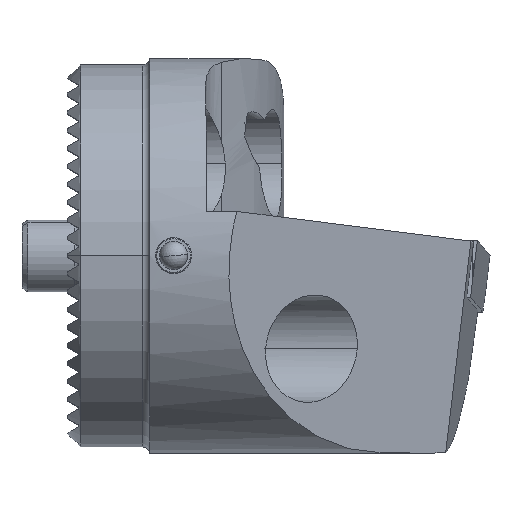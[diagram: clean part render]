
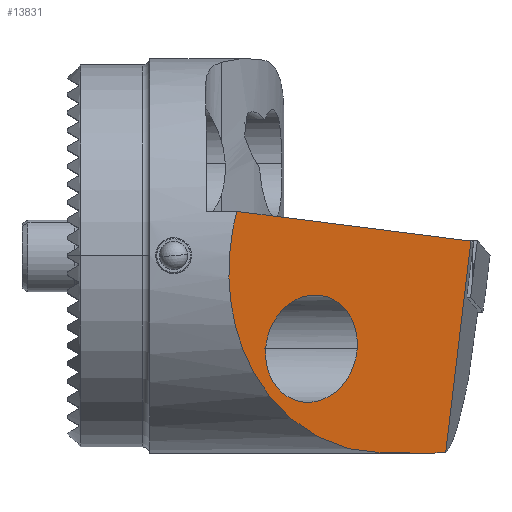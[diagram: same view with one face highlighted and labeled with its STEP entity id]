
A CAD part, top view. The second image highlights one B-rep face of the part: STEP entity #13831.
In plain terms, the highlighted planar face has unit normal (0.76, -0.054, 0.647).
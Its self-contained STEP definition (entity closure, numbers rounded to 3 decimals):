
#76 = CARTESIAN_POINT ( 'NONE',  ( 16.251, -16.5, 11.498 ) ) ;
#832 = VECTOR ( 'NONE', #16098, 1000. ) ;
#1408 = CARTESIAN_POINT ( 'NONE',  ( 10.801, -7.504, 18.658 ) ) ;
#1557 = CARTESIAN_POINT ( 'NONE',  ( 30.956, -16.487, -5.775 ) ) ;
#2423 = ORIENTED_EDGE ( 'NONE', *, *, #14307, .T. ) ;
#2567 = EDGE_CURVE ( 'NONE', #5322, #15563, #9246, .T. ) ;
#2875 = CARTESIAN_POINT ( 'NONE',  ( 30.295, -16.5, -5. ) ) ;
#2997 = VERTEX_POINT ( 'NONE', #3812 ) ;
#3154 = FACE_OUTER_BOUND ( 'NONE', #5933, .T. ) ;
#3175 = LINE ( 'NONE', #11962, #832 ) ;
#3314 = CARTESIAN_POINT ( 'NONE',  ( 23.874, -7.778, 3.278 ) ) ;
#3419 = ORIENTED_EDGE ( 'NONE', *, *, #14153, .F. ) ;
#3802 = LINE ( 'NONE', #12307, #3997 ) ;
#3812 = CARTESIAN_POINT ( 'NONE',  ( 26.039, -16.5, 0. ) ) ;
#3997 = VECTOR ( 'NONE', #13534, 1000. ) ;
#4400 = EDGE_CURVE ( 'NONE', #2997, #10730, #12256, .T. ) ;
#4445 = ORIENTED_EDGE ( 'NONE', *, *, #2567, .T. ) ;
#4720 = EDGE_CURVE ( 'NONE', #16923, #11795, #11739, .T. ) ;
#4962 = EDGE_CURVE ( 'NONE', #11795, #16923, #16794, .T. ) ;
#5135 = CARTESIAN_POINT ( 'NONE',  ( 23.874, -7.778, 3.278 ) ) ;
#5322 = VERTEX_POINT ( 'NONE', #16578 ) ;
#5565 = CARTESIAN_POINT ( 'NONE',  ( 23.229, -16.778, 3.278 ) ) ;
#5933 = EDGE_LOOP ( 'NONE', ( #15428, #7380, #3419, #4445, #2423 ) ) ;
#7165 = DIRECTION ( 'NONE',  ( -0.76, 0.055, -0.647 ) ) ;
#7176 = EDGE_LOOP ( 'NONE', ( #7802, #11920 ) ) ;
#7380 = ORIENTED_EDGE ( 'NONE', *, *, #13185, .F. ) ;
#7695 = CARTESIAN_POINT ( 'NONE',  ( 24.519, 1.222, 3.278 ) ) ;
#7802 = ORIENTED_EDGE ( 'NONE', *, *, #4962, .F. ) ;
#8036 = CARTESIAN_POINT ( 'NONE',  ( 15.567, -16.778, 12.278 ) ) ;
#8142 = CARTESIAN_POINT ( 'NONE',  ( 23.874, -7.778, 3.278 ) ) ;
#8268 = VERTEX_POINT ( 'NONE', #13886 ) ;
#8540 = CARTESIAN_POINT ( 'NONE',  ( 33.395, 1.26, -7.145 ) ) ;
#9246 = LINE ( 'NONE', #10491, #13189 ) ;
#10000 =( BOUNDED_CURVE ( )  B_SPLINE_CURVE ( 3, ( #15999, #1557, #10755, #2875 ),
 .UNSPECIFIED., .F., .F. ) 
 B_SPLINE_CURVE_WITH_KNOTS ( ( 4, 4 ),
 ( 1.586, 1.655 ),
 .UNSPECIFIED. ) 
 CURVE ( )  GEOMETRIC_REPRESENTATION_ITEM ( )  RATIONAL_B_SPLINE_CURVE ( ( 1., 1., 1., 1. ) ) 
 REPRESENTATION_ITEM ( '' )  );
#10419 = CARTESIAN_POINT ( 'NONE',  ( 13.799, 3.701, 16.08 ) ) ;
#10491 = CARTESIAN_POINT ( 'NONE',  ( 33.395, 1.26, -7.145 ) ) ;
#10730 = VERTEX_POINT ( 'NONE', #10419 ) ;
#10755 = CARTESIAN_POINT ( 'NONE',  ( 30.625, -16.5, -5.387 ) ) ;
#11025 = CARTESIAN_POINT ( 'NONE',  ( 33.395, 1.26, -7.145 ) ) ;
#11739 =( BOUNDED_CURVE ( )  B_SPLINE_CURVE ( 3, ( #14632, #8036, #5565, #8142 ),
 .UNSPECIFIED., .F., .F. ) 
 B_SPLINE_CURVE_WITH_KNOTS ( ( 4, 4 ),
 ( 3.058, 6.199 ),
 .UNSPECIFIED. ) 
 CURVE ( )  GEOMETRIC_REPRESENTATION_ITEM ( )  RATIONAL_B_SPLINE_CURVE ( ( 1., 0.333, 0.333, 1. ) ) 
 REPRESENTATION_ITEM ( '' )  );
#11795 = VERTEX_POINT ( 'NONE', #3314 ) ;
#11920 = ORIENTED_EDGE ( 'NONE', *, *, #4720, .F. ) ;
#11962 = CARTESIAN_POINT ( 'NONE',  ( 32.657, -16.5, -7.774 ) ) ;
#11995 = CARTESIAN_POINT ( 'NONE',  ( 13.799, 3.701, 16.08 ) ) ;
#12079 = CARTESIAN_POINT ( 'NONE',  ( 16.212, -7.778, 12.278 ) ) ;
#12256 =( BOUNDED_CURVE ( )  B_SPLINE_CURVE ( 3, ( #14592, #76, #1408, #11995 ),
 .UNSPECIFIED., .F., .T. ) 
 B_SPLINE_CURVE_WITH_KNOTS ( ( 4, 4 ),
 ( 1.655, 3.452 ),
 .UNSPECIFIED. ) 
 CURVE ( )  GEOMETRIC_REPRESENTATION_ITEM ( )  RATIONAL_B_SPLINE_CURVE ( ( 1., 0.749, 0.749, 1. ) ) 
 REPRESENTATION_ITEM ( '' )  );
#12307 = CARTESIAN_POINT ( 'NONE',  ( 33.395, 1.26, -7.145 ) ) ;
#12492 = PLANE ( 'NONE',  #15491 ) ;
#12981 = CARTESIAN_POINT ( 'NONE',  ( 16.858, 1.222, 12.278 ) ) ;
#13185 = EDGE_CURVE ( 'NONE', #8268, #2997, #3175, .T. ) ;
#13189 = VECTOR ( 'NONE', #15788, 1000. ) ;
#13534 = DIRECTION ( 'NONE',  ( -0.643, 0.08, 0.762 ) ) ;
#13831 = ADVANCED_FACE ( 'NONE', ( #15354, #3154 ), #12492, .F. ) ;
#13886 = CARTESIAN_POINT ( 'NONE',  ( 30.295, -16.5, -5. ) ) ;
#14153 = EDGE_CURVE ( 'NONE', #5322, #8268, #10000, .T. ) ;
#14307 = EDGE_CURVE ( 'NONE', #15563, #10730, #3802, .T. ) ;
#14476 = CARTESIAN_POINT ( 'NONE',  ( 16.212, -7.778, 12.278 ) ) ;
#14592 = CARTESIAN_POINT ( 'NONE',  ( 26.039, -16.5, 0. ) ) ;
#14632 = CARTESIAN_POINT ( 'NONE',  ( 16.212, -7.778, 12.278 ) ) ;
#15354 = FACE_BOUND ( 'NONE', #7176, .T. ) ;
#15428 = ORIENTED_EDGE ( 'NONE', *, *, #4400, .F. ) ;
#15491 = AXIS2_PLACEMENT_3D ( 'NONE', #8540, #7165, #16359 ) ;
#15563 = VERTEX_POINT ( 'NONE', #11025 ) ;
#15788 = DIRECTION ( 'NONE',  ( 0.118, 0.991, -0.055 ) ) ;
#15999 = CARTESIAN_POINT ( 'NONE',  ( 31.286, -16.46, -6.161 ) ) ;
#16098 = DIRECTION ( 'NONE',  ( -0.648, 0., 0.761 ) ) ;
#16359 = DIRECTION ( 'NONE',  ( -0.648, 0., 0.761 ) ) ;
#16578 = CARTESIAN_POINT ( 'NONE',  ( 31.286, -16.46, -6.161 ) ) ;
#16794 =( BOUNDED_CURVE ( )  B_SPLINE_CURVE ( 3, ( #5135, #7695, #12981, #14476 ),
 .UNSPECIFIED., .F., .F. ) 
 B_SPLINE_CURVE_WITH_KNOTS ( ( 4, 4 ),
 ( 6.199, 9.341 ),
 .UNSPECIFIED. ) 
 CURVE ( )  GEOMETRIC_REPRESENTATION_ITEM ( )  RATIONAL_B_SPLINE_CURVE ( ( 1., 0.333, 0.333, 1. ) ) 
 REPRESENTATION_ITEM ( '' )  );
#16923 = VERTEX_POINT ( 'NONE', #12079 ) ;
